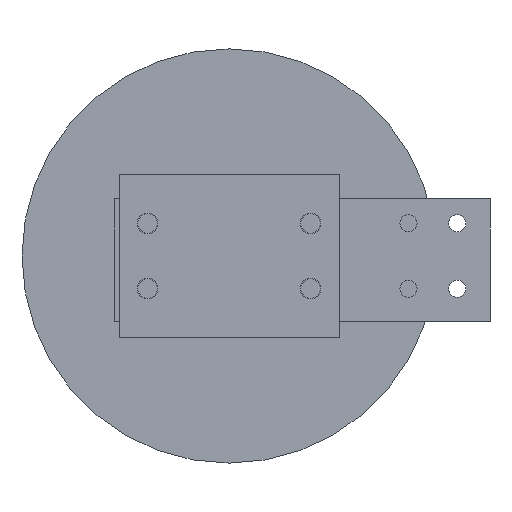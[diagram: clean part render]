
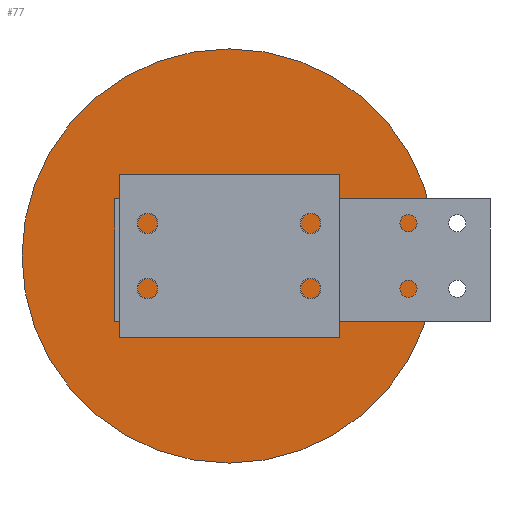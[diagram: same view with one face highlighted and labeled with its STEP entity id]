
A CAD part, left-side view. The second image highlights one B-rep face of the part: STEP entity #77.
In plain terms, the highlighted face is planar.
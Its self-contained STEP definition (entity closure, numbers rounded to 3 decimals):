
#77 = ADVANCED_FACE ( 'NONE', ( #761, #3300 ), #2786, .T. ) ;
#367 = CIRCLE ( 'NONE', #815, 15.9 ) ;
#761 = FACE_OUTER_BOUND ( 'NONE', #2871, .T. ) ;
#815 = AXIS2_PLACEMENT_3D ( 'NONE', #1285, #1438, #1245 ) ;
#845 = AXIS2_PLACEMENT_3D ( 'NONE', #1991, #2003, #1348 ) ;
#852 = AXIS2_PLACEMENT_3D ( 'NONE', #1926, #1460, #1324 ) ;
#893 = AXIS2_PLACEMENT_3D ( 'NONE', #2778, #1636, #1843 ) ;
#961 = EDGE_CURVE ( 'NONE', #2528, #2480, #2457, .T. ) ;
#1019 = EDGE_CURVE ( 'NONE', #2493, #2503, #2148, .T. ) ;
#1036 = EDGE_CURVE ( 'NONE', #2480, #2528, #2142, .T. ) ;
#1103 = EDGE_CURVE ( 'NONE', #2503, #2493, #367, .T. ) ;
#1136 = AXIS2_PLACEMENT_3D ( 'NONE', #1627, #1638, #1300 ) ;
#1245 = DIRECTION ( 'NONE',  ( 1., 0., 0. ) ) ;
#1285 = CARTESIAN_POINT ( 'NONE',  ( 0., 0., 5. ) ) ;
#1300 = DIRECTION ( 'NONE',  ( 1., 0., 0. ) ) ;
#1324 = DIRECTION ( 'NONE',  ( 1., 0., 0. ) ) ;
#1348 = DIRECTION ( 'NONE',  ( 1., 0., 0. ) ) ;
#1438 = DIRECTION ( 'NONE',  ( 0., 0., 1. ) ) ;
#1460 = DIRECTION ( 'NONE',  ( 0., 0., 1. ) ) ;
#1627 = CARTESIAN_POINT ( 'NONE',  ( 0., 0., 5. ) ) ;
#1636 = DIRECTION ( 'NONE',  ( 0., 0., 1. ) ) ;
#1638 = DIRECTION ( 'NONE',  ( 0., 0., 1. ) ) ;
#1830 = CARTESIAN_POINT ( 'NONE',  ( -127., 0., 5. ) ) ;
#1843 = DIRECTION ( 'NONE',  ( 1., 0., 0. ) ) ;
#1848 = CARTESIAN_POINT ( 'NONE',  ( 127., 0., 5. ) ) ;
#1877 = CARTESIAN_POINT ( 'NONE',  ( -15.9, 0., 5. ) ) ;
#1926 = CARTESIAN_POINT ( 'NONE',  ( 0., 0., 5. ) ) ;
#1991 = CARTESIAN_POINT ( 'NONE',  ( 0., 0., 5. ) ) ;
#2003 = DIRECTION ( 'NONE',  ( 0., 0., 1. ) ) ;
#2037 = CARTESIAN_POINT ( 'NONE',  ( 15.9, 0., 5. ) ) ;
#2142 = CIRCLE ( 'NONE', #845, 127. ) ;
#2148 = CIRCLE ( 'NONE', #852, 15.9 ) ;
#2457 = CIRCLE ( 'NONE', #1136, 127. ) ;
#2480 = VERTEX_POINT ( 'NONE', #1848 ) ;
#2493 = VERTEX_POINT ( 'NONE', #2037 ) ;
#2503 = VERTEX_POINT ( 'NONE', #1877 ) ;
#2528 = VERTEX_POINT ( 'NONE', #1830 ) ;
#2778 = CARTESIAN_POINT ( 'NONE',  ( 0., 0., 5. ) ) ;
#2786 = PLANE ( 'NONE',  #893 ) ;
#2871 = EDGE_LOOP ( 'NONE', ( #3083, #3087 ) ) ;
#2978 = ORIENTED_EDGE ( 'NONE', *, *, #1103, .F. ) ;
#3083 = ORIENTED_EDGE ( 'NONE', *, *, #961, .T. ) ;
#3087 = ORIENTED_EDGE ( 'NONE', *, *, #1036, .T. ) ;
#3099 = ORIENTED_EDGE ( 'NONE', *, *, #1019, .F. ) ;
#3115 = EDGE_LOOP ( 'NONE', ( #2978, #3099 ) ) ;
#3300 = FACE_BOUND ( 'NONE', #3115, .T. ) ;
